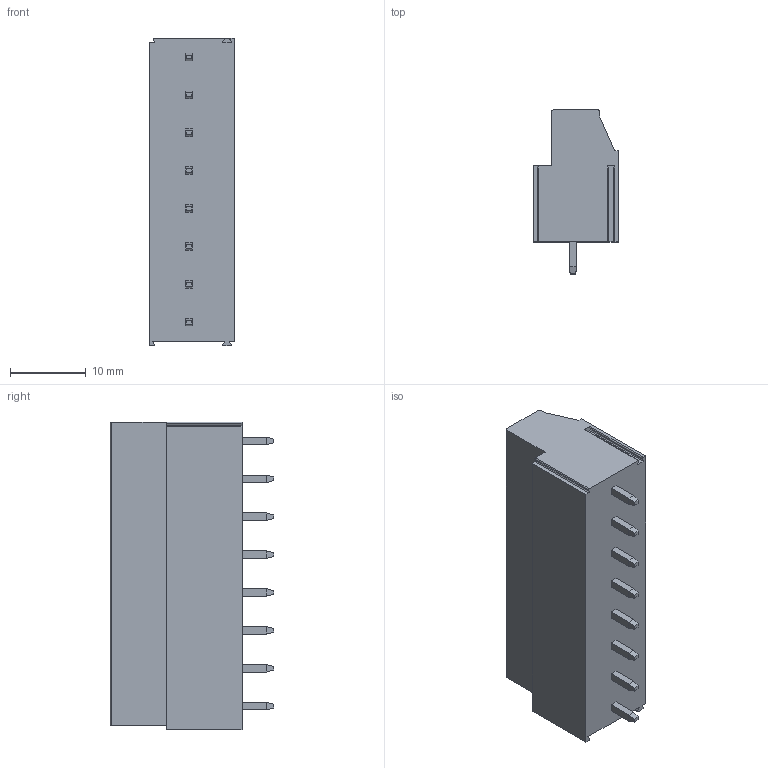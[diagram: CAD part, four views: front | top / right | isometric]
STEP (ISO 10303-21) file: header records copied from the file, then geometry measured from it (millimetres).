
FILE_DESCRIPTION((''),'2;1');
FILE_NAME('PRT0001','2025-01-08T',('sj'),(''),'PRO/ENGINEER BY PARAMETRIC TECHNOLOGY CORPORATION, 2013240','PRO/ENGINEER BY PARAMETRIC TECHNOLOGY CORPORATION, 2013240','');
FILE_SCHEMA(('AUTOMOTIVE_DESIGN_CC2 { 1 2 10303 214 -1 1 5 2 }'));
Length unit declared in the file: millimetre
Products named in the file (1): PRT0001
Bounding box: 11.2 x 21.6 x 40.65 mm (x, y, z)
Volume: 6299.7 mm3; surface area: 3546.9 mm2
Topology: 1 solids, 1 shells, 368 faces, 874 edges, 540 vertices
Faces by surface type: plane 261, cylinder 75, cone 32
Entity records: 10416 total; most frequent: DIRECTION 1792, CARTESIAN_POINT 1782, ORIENTED_EDGE 1748, EDGE_CURVE 874, VECTOR 692, LINE 692, AXIS2_PLACEMENT_3D 550, VERTEX_POINT 540
